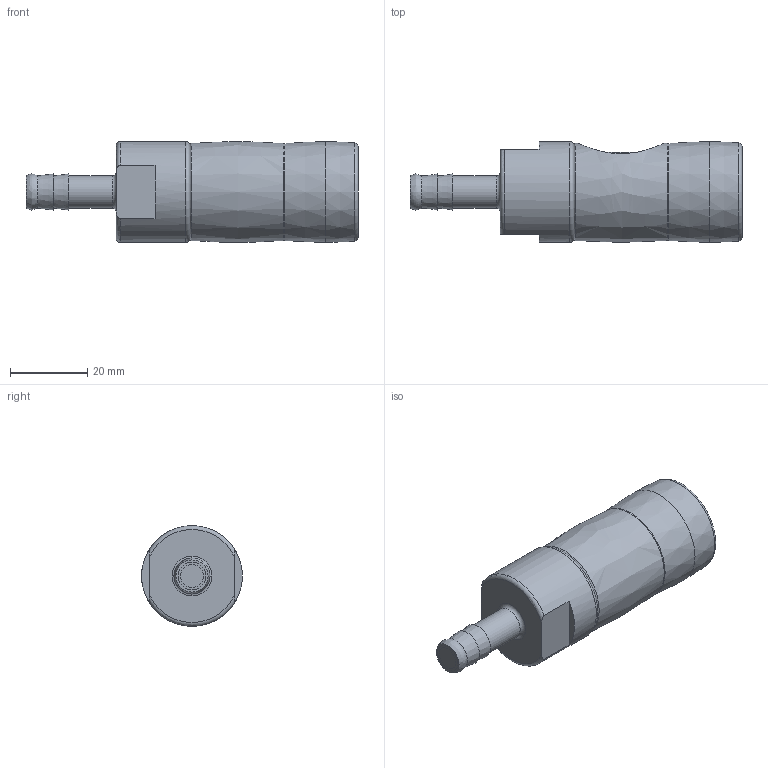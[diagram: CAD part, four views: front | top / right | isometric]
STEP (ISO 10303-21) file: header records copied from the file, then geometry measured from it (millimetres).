
FILE_DESCRIPTION(/* description */ (''),/* implementation_level */ '2;1');
FILE_NAME(/* name */ '26KPTF08APX.stp',/* time_stamp */ '2020-02-13T13:43:31+01:00',/* author */ ('IA176480'),/* organization */ (''),/* preprocessor_version */ 'ST-DEVELOPER v17',/* originating_system */ 'Autodesk Inventor 2019',/* authorisation */ '');
FILE_SCHEMA (('AUTOMOTIVE_DESIGN { 1 0 10303 214 3 1 1 }'));
Length unit declared in the file: millimetre
Products named in the file (1): 26KPTF08APX
Bounding box: 85.7 x 26 x 26 mm (x, y, z)
Volume: 38040.3 mm3; surface area: 24322 mm2
Topology: 37 solids, 37 shells, 211 faces, 568 edges, 390 vertices
Faces by surface type: cylinder 66, plane 60, cone 27, sphere 27, torus 17, bspline 14
Full cylindrical faces by diameter (mm): 3.5 x1, 4 x11, 6 x1, 6.5 x1, 7.224 x1, 8.3 x1, 9.6 x1, 9.65 x1, 12.05 x1, 12.25 x1, 12.4 x3, 13.6 x1, 15 x1, 15.8 x2, 15.978 x1, 16.5 x1, 16.6 x1, 17.9 x2, 18.1 x4, 18.2 x2, 20.3 x1, 20.5 x1, 21 x10, 22 x5, 22.46 x1, 26 x1
Entity records: 13896 total; most frequent: CARTESIAN_POINT 8762, DIRECTION 1054, ORIENTED_EDGE 1032, EDGE_CURVE 516, AXIS2_PLACEMENT_3D 459, VERTEX_POINT 390, CIRCLE 257, EDGE_LOOP 240
